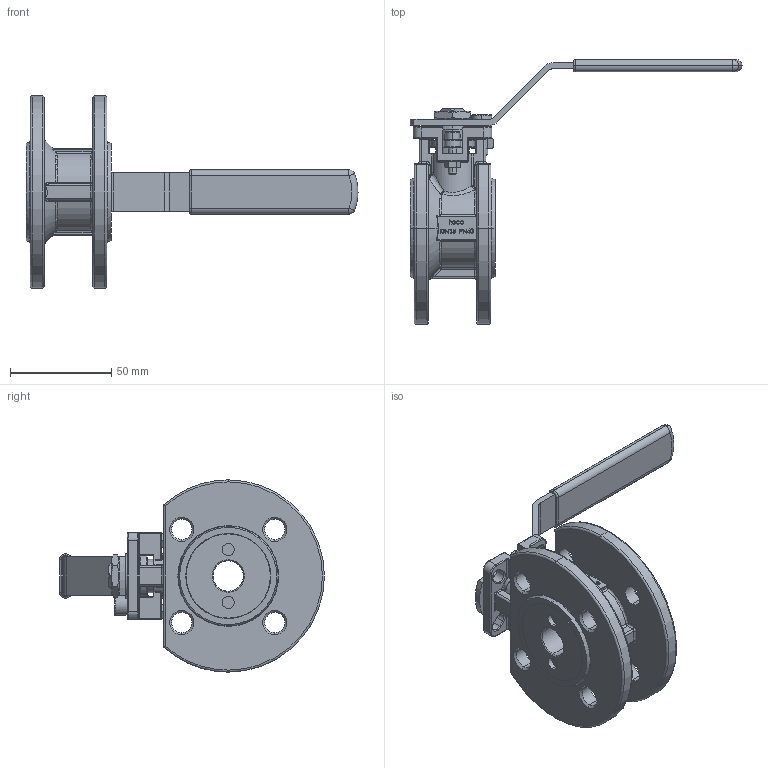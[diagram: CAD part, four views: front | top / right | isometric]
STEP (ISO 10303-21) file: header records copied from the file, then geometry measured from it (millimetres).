
FILE_DESCRIPTION (( 'STEP AP214' ), '1' );
FILE_NAME ('KK-012-000-4 Flanschkugelhahn 1804.STEP', '2018-04-26T06:29:28', ( '' ), ( '' ), 'SwSTEP 2.0', 'SolidWorks 2016', '' );
FILE_SCHEMA (( 'AUTOMOTIVE_DESIGN' ));
Length unit declared in the file: millimetre
Products named in the file (1): KK-012-000-4 Flanschkugelhahn 1804
Bounding box: 164 x 130.8 x 95 mm (x, y, z)
Volume: 155024.3 mm3; surface area: 50321.1 mm2
Topology: 1 solids, 1 shells, 1297 faces, 3162 edges, 1851 vertices
Faces by surface type: plane 369, cylinder 351, bspline 276, torus 164, cone 86, sphere 51
Entity records: 54304 total; most frequent: CARTESIAN_POINT 22123, ORIENTED_EDGE 6174, DIRECTION 5503, EDGE_CURVE 3087, AXIS2_PLACEMENT_3D 2070, VERTEX_POINT 1851, EDGE_LOOP 1396, LINE 1363
